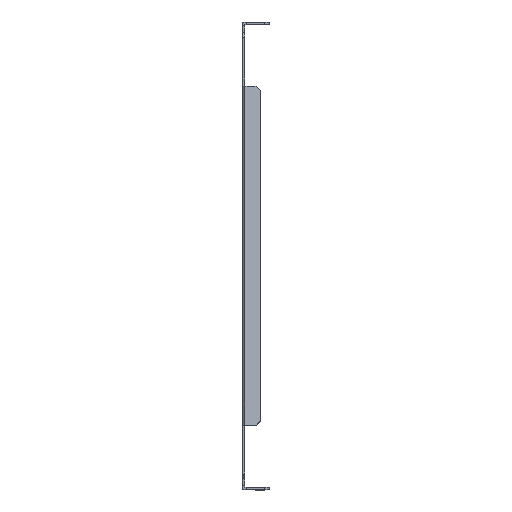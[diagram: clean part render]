
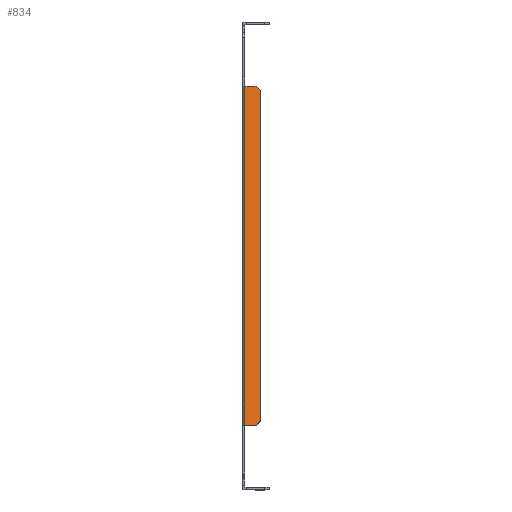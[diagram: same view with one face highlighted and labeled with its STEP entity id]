
A CAD part, top view. The second image highlights one B-rep face of the part: STEP entity #834.
In plain terms, the highlighted planar face has unit normal (0.5, 0, 0.866).
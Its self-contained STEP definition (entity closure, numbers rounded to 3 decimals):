
#124 = LINE ( 'NONE', #2928, #4503 ) ;
#156 = VERTEX_POINT ( 'NONE', #545 ) ;
#180 = EDGE_CURVE ( 'NONE', #4946, #156, #5124, .T. ) ;
#207 = CARTESIAN_POINT ( 'NONE',  ( 11.401, -107.75, 143.614 ) ) ;
#355 = LINE ( 'NONE', #207, #4087 ) ;
#502 = DIRECTION ( 'NONE',  ( -0.612, 0.707, 0.354 ) ) ;
#506 = ORIENTED_EDGE ( 'NONE', *, *, #4756, .T. ) ;
#545 = CARTESIAN_POINT ( 'NONE',  ( 1.268, 110.75, 149.464 ) ) ;
#612 = CARTESIAN_POINT ( 'NONE',  ( 11.401, -107.75, 143.614 ) ) ;
#657 = EDGE_CURVE ( 'NONE', #4331, #7240, #7548, .T. ) ;
#756 = PLANE ( 'NONE',  #7390 ) ;
#806 = LINE ( 'NONE', #3051, #5597 ) ;
#834 = ADVANCED_FACE ( 'NONE', ( #2123 ), #756, .F. ) ;
#1145 = CARTESIAN_POINT ( 'NONE',  ( 4.5, -110.75, 147.598 ) ) ;
#1398 = CARTESIAN_POINT ( 'NONE',  ( 63.912, 0., 113.297 ) ) ;
#1683 = VECTOR ( 'NONE', #502, 1000. ) ;
#1826 = CARTESIAN_POINT ( 'NONE',  ( 8.803, 110.75, 145.114 ) ) ;
#2123 = FACE_OUTER_BOUND ( 'NONE', #3540, .T. ) ;
#2472 = ORIENTED_EDGE ( 'NONE', *, *, #7753, .T. ) ;
#2597 = VERTEX_POINT ( 'NONE', #612 ) ;
#2758 = LINE ( 'NONE', #6352, #3062 ) ;
#2928 = CARTESIAN_POINT ( 'NONE',  ( 1.268, 0., 149.464 ) ) ;
#3051 = CARTESIAN_POINT ( 'NONE',  ( 11.401, 110.75, 143.614 ) ) ;
#3062 = VECTOR ( 'NONE', #9412, 1000. ) ;
#3173 = ORIENTED_EDGE ( 'NONE', *, *, #5164, .F. ) ;
#3332 = EDGE_CURVE ( 'NONE', #9253, #4331, #2758, .T. ) ;
#3540 = EDGE_LOOP ( 'NONE', ( #5715, #506, #4740, #6075, #2472, #8575, #3626, #3173 ) ) ;
#3545 = CARTESIAN_POINT ( 'NONE',  ( 4.5, 110.75, 147.598 ) ) ;
#3626 = ORIENTED_EDGE ( 'NONE', *, *, #4304, .T. ) ;
#4087 = VECTOR ( 'NONE', #6991, 1000. ) ;
#4304 = EDGE_CURVE ( 'NONE', #5260, #7779, #7131, .T. ) ;
#4331 = VERTEX_POINT ( 'NONE', #1145 ) ;
#4390 = VECTOR ( 'NONE', #6848, 1000. ) ;
#4460 = DIRECTION ( 'NONE',  ( 0.866, 0., -0.5 ) ) ;
#4503 = VECTOR ( 'NONE', #7450, 1000. ) ;
#4567 = VECTOR ( 'NONE', #5854, 1000. ) ;
#4740 = ORIENTED_EDGE ( 'NONE', *, *, #657, .F. ) ;
#4756 = EDGE_CURVE ( 'NONE', #156, #7240, #124, .T. ) ;
#4946 = VERTEX_POINT ( 'NONE', #3545 ) ;
#5124 = LINE ( 'NONE', #8010, #4567 ) ;
#5164 = EDGE_CURVE ( 'NONE', #4946, #7779, #806, .T. ) ;
#5238 = CARTESIAN_POINT ( 'NONE',  ( 11.401, -110.75, 143.614 ) ) ;
#5260 = VERTEX_POINT ( 'NONE', #6801 ) ;
#5283 = LINE ( 'NONE', #5238, #4390 ) ;
#5293 = CARTESIAN_POINT ( 'NONE',  ( 1.268, -110.75, 149.464 ) ) ;
#5597 = VECTOR ( 'NONE', #4460, 1000. ) ;
#5715 = ORIENTED_EDGE ( 'NONE', *, *, #180, .T. ) ;
#5854 = DIRECTION ( 'NONE',  ( -0.866, 0., 0.5 ) ) ;
#5991 = CARTESIAN_POINT ( 'NONE',  ( 63.912, -110.75, 113.297 ) ) ;
#6075 = ORIENTED_EDGE ( 'NONE', *, *, #3332, .F. ) ;
#6132 = DIRECTION ( 'NONE',  ( -0.866, 0., 0.5 ) ) ;
#6352 = CARTESIAN_POINT ( 'NONE',  ( 2.25, -110.75, 148.897 ) ) ;
#6609 = VECTOR ( 'NONE', #6132, 1000. ) ;
#6749 = CARTESIAN_POINT ( 'NONE',  ( 8.803, -110.75, 145.114 ) ) ;
#6801 = CARTESIAN_POINT ( 'NONE',  ( 11.401, 107.75, 143.614 ) ) ;
#6848 = DIRECTION ( 'NONE',  ( 0., -1., 0. ) ) ;
#6991 = DIRECTION ( 'NONE',  ( 0.612, 0.707, -0.354 ) ) ;
#7035 = CARTESIAN_POINT ( 'NONE',  ( 8.803, 110.75, 145.114 ) ) ;
#7131 = LINE ( 'NONE', #7035, #1683 ) ;
#7240 = VERTEX_POINT ( 'NONE', #5293 ) ;
#7385 = DIRECTION ( 'NONE',  ( -0.5, 0., -0.866 ) ) ;
#7390 = AXIS2_PLACEMENT_3D ( 'NONE', #1398, #7385, #8130 ) ;
#7450 = DIRECTION ( 'NONE',  ( 0., -1., 0. ) ) ;
#7548 = LINE ( 'NONE', #5991, #6609 ) ;
#7598 = EDGE_CURVE ( 'NONE', #5260, #2597, #5283, .T. ) ;
#7753 = EDGE_CURVE ( 'NONE', #9253, #2597, #355, .T. ) ;
#7779 = VERTEX_POINT ( 'NONE', #1826 ) ;
#8010 = CARTESIAN_POINT ( 'NONE',  ( 4.5, 110.75, 147.598 ) ) ;
#8130 = DIRECTION ( 'NONE',  ( 0.866, 0., -0.5 ) ) ;
#8575 = ORIENTED_EDGE ( 'NONE', *, *, #7598, .F. ) ;
#9253 = VERTEX_POINT ( 'NONE', #6749 ) ;
#9412 = DIRECTION ( 'NONE',  ( -0.866, 0., 0.5 ) ) ;
